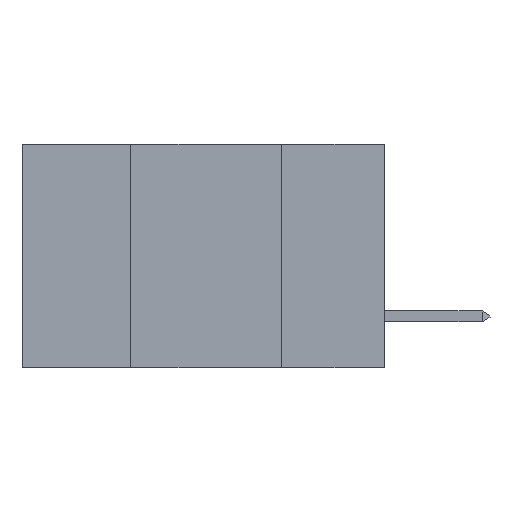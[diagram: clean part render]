
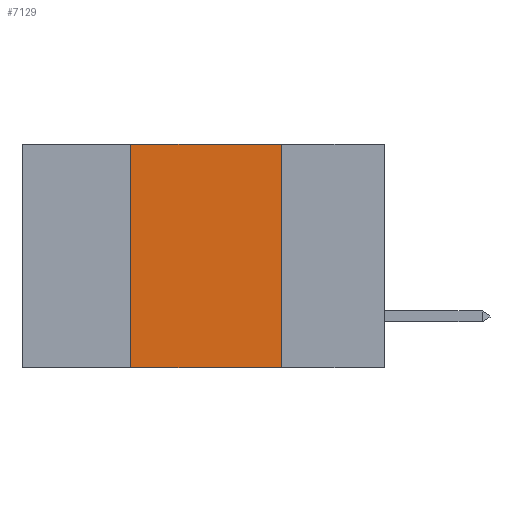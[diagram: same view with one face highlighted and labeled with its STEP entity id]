
A CAD part, left-side view. The second image highlights one B-rep face of the part: STEP entity #7129.
In plain terms, the highlighted planar face has unit normal (-1, 0, 0).
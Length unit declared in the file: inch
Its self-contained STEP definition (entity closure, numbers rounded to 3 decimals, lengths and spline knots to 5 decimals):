
#189 = CARTESIAN_POINT ( 'NONE',  ( 0., 0.6, 0. ) ) ;
#236 = EDGE_CURVE ( 'NONE', #310, #3661, #2420, .T. ) ;
#249 = ORIENTED_EDGE ( 'NONE', *, *, #236, .T. ) ;
#310 = VERTEX_POINT ( 'NONE', #2124 ) ;
#819 = EDGE_CURVE ( 'NONE', #310, #3047, #2137, .T. ) ;
#1070 = CARTESIAN_POINT ( 'NONE',  ( 0., 0.6, -0.37 ) ) ;
#1629 = AXIS2_PLACEMENT_3D ( 'NONE', #189, #2726, #7843 ) ;
#2124 = CARTESIAN_POINT ( 'NONE',  ( 0., 0.42, -0.37 ) ) ;
#2137 = LINE ( 'NONE', #5941, #9551 ) ;
#2167 = DIRECTION ( 'NONE',  ( 0., -1., 0. ) ) ;
#2420 = LINE ( 'NONE', #1070, #8027 ) ;
#2509 = EDGE_CURVE ( 'NONE', #9170, #3661, #4806, .T. ) ;
#2726 = DIRECTION ( 'NONE',  ( 1., 0., 0. ) ) ;
#2966 = VECTOR ( 'NONE', #7547, 39.37008 ) ;
#3047 = VERTEX_POINT ( 'NONE', #5707 ) ;
#3661 = VERTEX_POINT ( 'NONE', #4845 ) ;
#3912 = ORIENTED_EDGE ( 'NONE', *, *, #2509, .F. ) ;
#4806 = LINE ( 'NONE', #7784, #2966 ) ;
#4845 = CARTESIAN_POINT ( 'NONE',  ( 0., 0.17, -0.37 ) ) ;
#5240 = VECTOR ( 'NONE', #2167, 39.37008 ) ;
#5369 = CARTESIAN_POINT ( 'NONE',  ( 0., 0.17, 0. ) ) ;
#5490 = DIRECTION ( 'NONE',  ( 0., 0., 1. ) ) ;
#5707 = CARTESIAN_POINT ( 'NONE',  ( 0., 0.42, 0. ) ) ;
#5714 = FACE_OUTER_BOUND ( 'NONE', #8347, .T. ) ;
#5941 = CARTESIAN_POINT ( 'NONE',  ( 0., 0.42, 0. ) ) ;
#6560 = CARTESIAN_POINT ( 'NONE',  ( 0., 0.6, 0. ) ) ;
#6640 = EDGE_CURVE ( 'NONE', #3047, #9170, #7230, .T. ) ;
#7092 = PLANE ( 'NONE',  #1629 ) ;
#7129 = ADVANCED_FACE ( 'NONE', ( #5714 ), #7092, .F. ) ;
#7230 = LINE ( 'NONE', #6560, #5240 ) ;
#7547 = DIRECTION ( 'NONE',  ( 0., 0., -1. ) ) ;
#7675 = DIRECTION ( 'NONE',  ( 0., -1., 0. ) ) ;
#7784 = CARTESIAN_POINT ( 'NONE',  ( 0., 0.17, 0. ) ) ;
#7821 = ORIENTED_EDGE ( 'NONE', *, *, #819, .F. ) ;
#7843 = DIRECTION ( 'NONE',  ( 0., 0., -1. ) ) ;
#8027 = VECTOR ( 'NONE', #7675, 39.37008 ) ;
#8347 = EDGE_LOOP ( 'NONE', ( #3912, #9289, #7821, #249 ) ) ;
#9170 = VERTEX_POINT ( 'NONE', #5369 ) ;
#9289 = ORIENTED_EDGE ( 'NONE', *, *, #6640, .F. ) ;
#9551 = VECTOR ( 'NONE', #5490, 39.37008 ) ;
